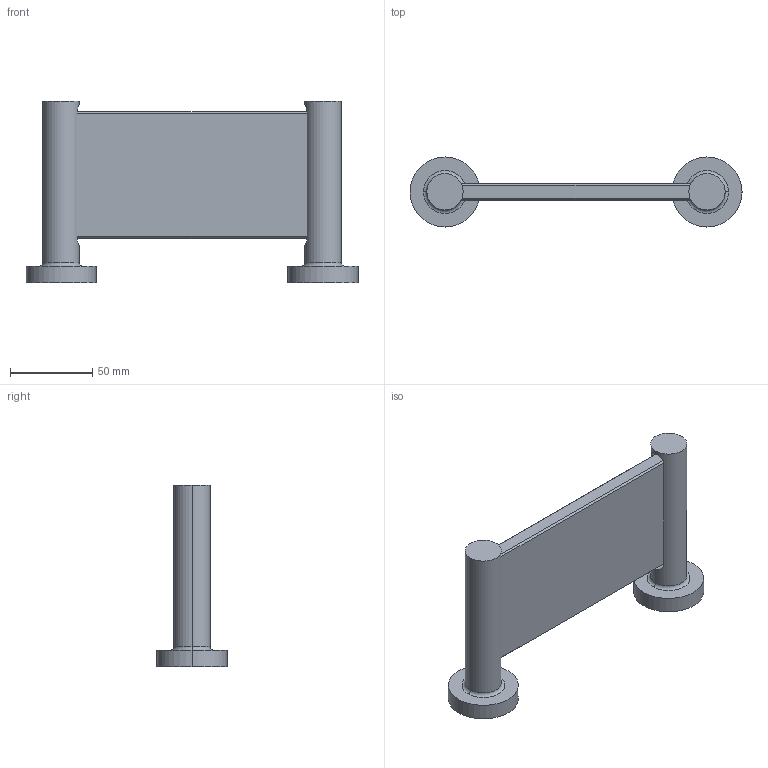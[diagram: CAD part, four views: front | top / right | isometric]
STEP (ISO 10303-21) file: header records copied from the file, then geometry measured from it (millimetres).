
FILE_DESCRIPTION (( 'STEP AP214' ), '1' );
FILE_NAME ('SUSSEX_SCALA_SSD_soap_dish_shell.STEP', '2021-05-12T05:22:35', ( '' ), ( '' ), 'SwSTEP 2.0', 'SolidWorks 2020', '' );
FILE_SCHEMA (( 'AUTOMOTIVE_DESIGN' ));
Length unit declared in the file: millimetre
Products named in the file (1): SUSSEX_SCALA_SSD_soap_dish_shell
Bounding box: 201.5 x 42.5 x 110 mm (x, y, z)
Volume: 195960 mm3; surface area: 54031.6 mm2
Topology: 3 solids, 5 shells, 100 faces, 219 edges, 138 vertices
Faces by surface type: plane 70, cylinder 26, torus 4
Entity records: 3865 total; most frequent: CARTESIAN_POINT 698, ORIENTED_EDGE 438, DIRECTION 435, EDGE_CURVE 219, AXIS2_PLACEMENT_3D 147, LINE 141, VECTOR 141, VERTEX_POINT 138
